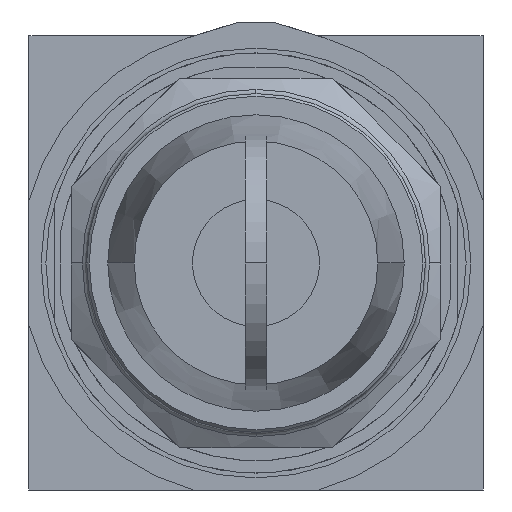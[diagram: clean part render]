
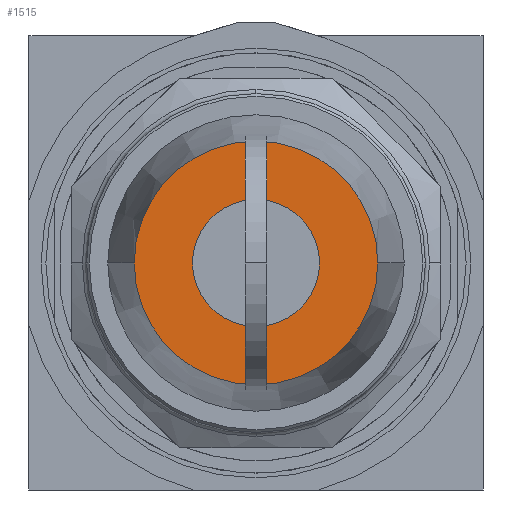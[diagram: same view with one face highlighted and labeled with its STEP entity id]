
A CAD part, front view. The second image highlights one B-rep face of the part: STEP entity #1515.
In plain terms, the highlighted planar face has unit normal (0, -1, 0).
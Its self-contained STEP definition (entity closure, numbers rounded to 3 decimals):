
#1451=CARTESIAN_POINT('POINT97',(6.,
   -41.,0.));
#1452=VERTEX_POINT('VERTEX97',#1451);
#1459=CARTESIAN_POINT('POINT98',(-6.,
   -41.,0.));
#1460=VERTEX_POINT('VERTEX98',#1459);
#1461=CARTESIAN_POINT('POS146',(0.,
   -41.,0.));
#1462=DIRECTION('DIR204',(0.,1.,
   0.));
#1463=DIRECTION('DIR205',(1.,0.,0.));
#1464=AXIS2_PLACEMENT_3D('AXIS59',#1461,#1462,#1463);
#1465=CIRCLE('ELLIPSE25',#1464,6.);
#1466=EDGE_CURVE('EDGE145',#1460,#1452,#1465,.T.);
#1486=EDGE_CURVE('EDGE147',#1452,#1460,#1465,.T.);
#1491=CARTESIAN_POINT('POINT99',(11.5,-41.,0.)
   );
#1492=VERTEX_POINT('VERTEX99',#1491);
#1493=CARTESIAN_POINT('POINT100',(-11.5,
   -41.,0.));
#1494=VERTEX_POINT('VERTEX100',#1493);
#1495=CARTESIAN_POINT('POS149',(0.,
   -41.,0.));
#1496=DIRECTION('DIR209',(0.,-1.,
   0.));
#1497=DIRECTION('DIR210',(1.,0.,0.));
#1498=AXIS2_PLACEMENT_3D('AXIS61',#1495,#1496,#1497);
#1499=CIRCLE('ELLIPSE26',#1498,11.5);
#1500=EDGE_CURVE('EDGE148',#1492,#1494,#1499,.T.);
#1501=ORIENTED_EDGE('COEDGE293',*,*,#1500,.T.);
#1502=EDGE_CURVE('EDGE149',#1494,#1492,#1499,.T.);
#1503=ORIENTED_EDGE('COEDGE294',*,*,#1502,.T.);
#1504=EDGE_LOOP('NONE',(#1501,#1503));
#1505=FACE_BOUND('LOOP1',#1504,.T.);
#1506=ORIENTED_EDGE('COEDGE295',*,*,#1486,.T.);
#1507=ORIENTED_EDGE('COEDGE296',*,*,#1466,.T.);
#1508=EDGE_LOOP('NONE',(#1506,#1507));
#1509=FACE_BOUND('LOOP1',#1508,.T.);
#1510=CARTESIAN_POINT('POS150',(7.,
   -41.,0.));
#1511=DIRECTION('DIR211',(0.,-1.,
   0.));
#1512=DIRECTION('DIR212',(1.,0.,
   0.));
#1513=AXIS2_PLACEMENT_3D('AXIS62',#1510,#1511,#1512);
#1514=PLANE('PLANE28',#1513);
#1515=ADVANCED_FACE('FACE62',(#1505,#1509),#1514,.T.);
